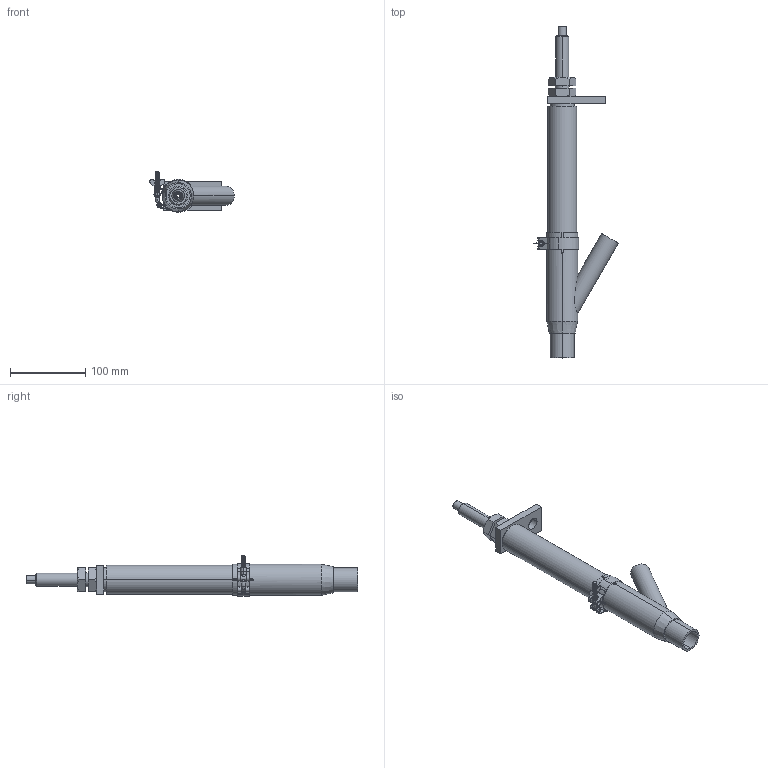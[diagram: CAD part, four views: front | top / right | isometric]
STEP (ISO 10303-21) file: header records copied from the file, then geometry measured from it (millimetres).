
FILE_DESCRIPTION (( 'STEP AP214' ), '1' );
FILE_NAME ('SubArc OBT 1200 Amp Torch - 043900.STEP', '2015-12-17T17:37:16', ( 'ITS' ), ( 'ITW Welding Group' ), 'SwSTEP 2.0', 'SolidWorks 2015', '' );
FILE_SCHEMA (( 'AUTOMOTIVE_DESIGN' ));
Length unit declared in the file: inch
Products named in the file (1): SubArc OBT 1200 Amp Torch - 043900
Bounding box: 112.32 x 441.01 x 53.64 mm (x, y, z)
Volume: 363080 mm3; surface area: 167219.5 mm2
Topology: 11 solids, 11 shells, 382 faces, 1042 edges, 671 vertices
Faces by surface type: cylinder 125, plane 113, bspline 77, cone 51, torus 14, sphere 2
Entity records: 24920 total; most frequent: CARTESIAN_POINT 10622, ORIENTED_EDGE 2084, DIRECTION 1707, EDGE_CURVE 1042, VERTEX_POINT 671, AXIS2_PLACEMENT_3D 641, LINE 425, VECTOR 425
